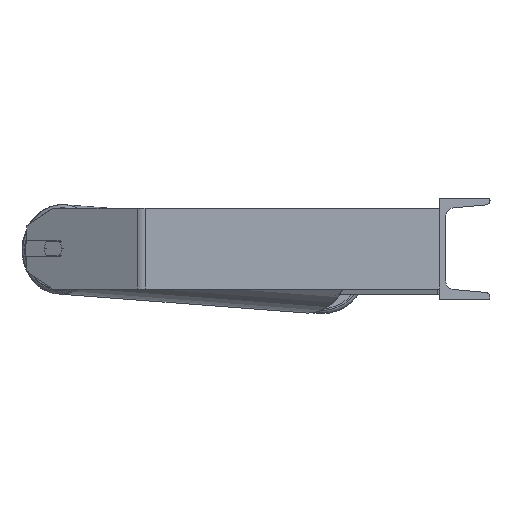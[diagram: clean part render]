
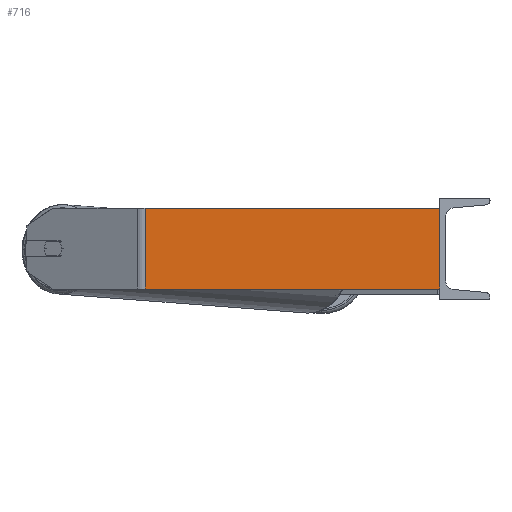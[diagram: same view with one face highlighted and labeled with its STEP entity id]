
A CAD part, left-side view. The second image highlights one B-rep face of the part: STEP entity #716.
In plain terms, the highlighted planar face has unit normal (-1, 0, 0).
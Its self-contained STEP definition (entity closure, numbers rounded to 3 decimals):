
#57 = DIRECTION ( 'NONE',  ( 0., 0., -1. ) ) ;
#276 = DIRECTION ( 'NONE',  ( 0., -1., 0. ) ) ;
#351 = DIRECTION ( 'NONE',  ( 0., 0., -1. ) ) ;
#402 = VERTEX_POINT ( 'NONE', #4804 ) ;
#427 = LINE ( 'NONE', #1038, #2675 ) ;
#585 = CARTESIAN_POINT ( 'NONE',  ( -785., 296.262, 40. ) ) ;
#716 = ADVANCED_FACE ( 'NONE', ( #2602 ), #5506, .F. ) ;
#932 = LINE ( 'NONE', #2203, #1174 ) ;
#988 = CARTESIAN_POINT ( 'NONE',  ( -785., 291.975, -40. ) ) ;
#1038 = CARTESIAN_POINT ( 'NONE',  ( -785., 0., 40. ) ) ;
#1174 = VECTOR ( 'NONE', #57, 1000. ) ;
#1294 = VERTEX_POINT ( 'NONE', #988 ) ;
#1369 = DIRECTION ( 'NONE',  ( 0., 1., 0. ) ) ;
#2003 = DIRECTION ( 'NONE',  ( 1., 0., 0. ) ) ;
#2163 = EDGE_CURVE ( 'NONE', #1294, #402, #5116, .T. ) ;
#2203 = CARTESIAN_POINT ( 'NONE',  ( -785., 291.975, 40. ) ) ;
#2416 = DIRECTION ( 'NONE',  ( 0., -1., 0. ) ) ;
#2480 = CARTESIAN_POINT ( 'NONE',  ( -785., 291.975, 40. ) ) ;
#2602 = FACE_OUTER_BOUND ( 'NONE', #2746, .T. ) ;
#2633 = VECTOR ( 'NONE', #2416, 1000. ) ;
#2675 = VECTOR ( 'NONE', #351, 1000. ) ;
#2726 = ORIENTED_EDGE ( 'NONE', *, *, #3129, .F. ) ;
#2746 = EDGE_LOOP ( 'NONE', ( #2810, #2726, #5493, #6544 ) ) ;
#2810 = ORIENTED_EDGE ( 'NONE', *, *, #2163, .T. ) ;
#3050 = VERTEX_POINT ( 'NONE', #5308 ) ;
#3129 = EDGE_CURVE ( 'NONE', #3050, #402, #427, .T. ) ;
#3385 = VERTEX_POINT ( 'NONE', #2480 ) ;
#3897 = EDGE_CURVE ( 'NONE', #3385, #3050, #7978, .T. ) ;
#4804 = CARTESIAN_POINT ( 'NONE',  ( -785., 0., -40. ) ) ;
#5026 = EDGE_CURVE ( 'NONE', #3385, #1294, #932, .T. ) ;
#5116 = LINE ( 'NONE', #6409, #7070 ) ;
#5308 = CARTESIAN_POINT ( 'NONE',  ( -785., 0., 40. ) ) ;
#5345 = AXIS2_PLACEMENT_3D ( 'NONE', #585, #2003, #1369 ) ;
#5493 = ORIENTED_EDGE ( 'NONE', *, *, #3897, .F. ) ;
#5506 = PLANE ( 'NONE',  #5345 ) ;
#6409 = CARTESIAN_POINT ( 'NONE',  ( -785., 296.262, -40. ) ) ;
#6544 = ORIENTED_EDGE ( 'NONE', *, *, #5026, .T. ) ;
#7070 = VECTOR ( 'NONE', #276, 1000. ) ;
#7281 = CARTESIAN_POINT ( 'NONE',  ( -785., 296.262, 40. ) ) ;
#7978 = LINE ( 'NONE', #7281, #2633 ) ;
